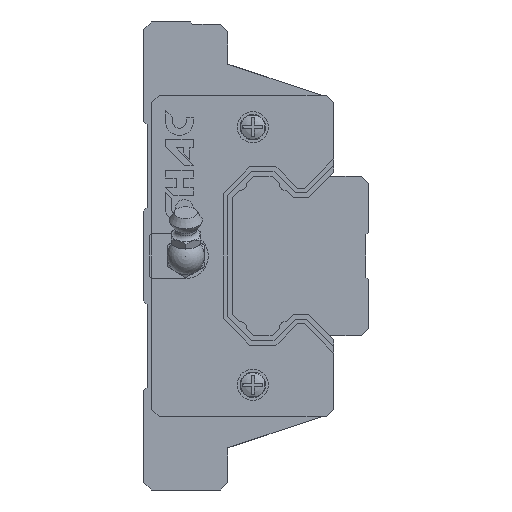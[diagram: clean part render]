
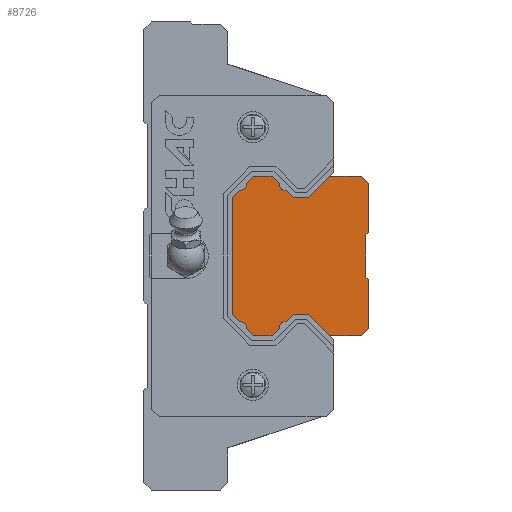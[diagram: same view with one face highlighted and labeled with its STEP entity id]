
A CAD part, left-side view. The second image highlights one B-rep face of the part: STEP entity #8726.
In plain terms, the highlighted planar face has unit normal (-1, 0, 0).
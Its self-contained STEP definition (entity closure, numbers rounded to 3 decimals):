
#229=CIRCLE('',#9309,1.487);
#230=CIRCLE('',#9310,1.487);
#231=CIRCLE('',#9311,1.487);
#232=CIRCLE('',#9312,1.487);
#445=ORIENTED_EDGE('',*,*,#2975,.T.);
#446=ORIENTED_EDGE('',*,*,#2944,.F.);
#447=ORIENTED_EDGE('',*,*,#2976,.F.);
#448=ORIENTED_EDGE('',*,*,#2977,.F.);
#449=ORIENTED_EDGE('',*,*,#2978,.F.);
#450=ORIENTED_EDGE('',*,*,#2979,.F.);
#451=ORIENTED_EDGE('',*,*,#2980,.F.);
#452=ORIENTED_EDGE('',*,*,#2981,.T.);
#453=ORIENTED_EDGE('',*,*,#2982,.F.);
#454=ORIENTED_EDGE('',*,*,#2983,.F.);
#455=ORIENTED_EDGE('',*,*,#2984,.F.);
#456=ORIENTED_EDGE('',*,*,#2985,.T.);
#457=ORIENTED_EDGE('',*,*,#2986,.F.);
#458=ORIENTED_EDGE('',*,*,#2987,.F.);
#459=ORIENTED_EDGE('',*,*,#2988,.F.);
#460=ORIENTED_EDGE('',*,*,#2989,.T.);
#461=ORIENTED_EDGE('',*,*,#2990,.F.);
#462=ORIENTED_EDGE('',*,*,#2991,.F.);
#463=ORIENTED_EDGE('',*,*,#2992,.F.);
#464=ORIENTED_EDGE('',*,*,#2993,.T.);
#465=ORIENTED_EDGE('',*,*,#2994,.F.);
#466=ORIENTED_EDGE('',*,*,#2995,.F.);
#467=ORIENTED_EDGE('',*,*,#2996,.F.);
#468=ORIENTED_EDGE('',*,*,#2997,.F.);
#469=ORIENTED_EDGE('',*,*,#2998,.F.);
#470=ORIENTED_EDGE('',*,*,#2946,.F.);
#471=ORIENTED_EDGE('',*,*,#2999,.T.);
#472=ORIENTED_EDGE('',*,*,#3000,.T.);
#2944=EDGE_CURVE('',#4210,#4208,#5068,.T.);
#2946=EDGE_CURVE('',#4212,#4213,#5070,.T.);
#2975=EDGE_CURVE('',#4239,#4208,#5095,.T.);
#2976=EDGE_CURVE('',#4240,#4210,#5096,.T.);
#2977=EDGE_CURVE('',#4241,#4240,#5097,.T.);
#2978=EDGE_CURVE('',#4242,#4241,#5098,.T.);
#2979=EDGE_CURVE('',#4243,#4242,#5099,.T.);
#2980=EDGE_CURVE('',#4244,#4243,#5100,.T.);
#2981=EDGE_CURVE('',#4244,#4245,#229,.T.);
#2982=EDGE_CURVE('',#4246,#4245,#5101,.T.);
#2983=EDGE_CURVE('',#4247,#4246,#5102,.T.);
#2984=EDGE_CURVE('',#4248,#4247,#5103,.T.);
#2985=EDGE_CURVE('',#4248,#4249,#230,.T.);
#2986=EDGE_CURVE('',#4250,#4249,#5104,.T.);
#2987=EDGE_CURVE('',#4251,#4250,#5105,.T.);
#2988=EDGE_CURVE('',#4252,#4251,#5106,.T.);
#2989=EDGE_CURVE('',#4252,#4253,#231,.T.);
#2990=EDGE_CURVE('',#4254,#4253,#5107,.T.);
#2991=EDGE_CURVE('',#4255,#4254,#5108,.T.);
#2992=EDGE_CURVE('',#4256,#4255,#5109,.T.);
#2993=EDGE_CURVE('',#4256,#4257,#232,.T.);
#2994=EDGE_CURVE('',#4258,#4257,#5110,.T.);
#2995=EDGE_CURVE('',#4259,#4258,#5111,.T.);
#2996=EDGE_CURVE('',#4260,#4259,#5112,.T.);
#2997=EDGE_CURVE('',#4261,#4260,#5113,.T.);
#2998=EDGE_CURVE('',#4213,#4261,#5114,.T.);
#2999=EDGE_CURVE('',#4212,#4262,#5115,.T.);
#3000=EDGE_CURVE('',#4262,#4239,#5116,.T.);
#4208=VERTEX_POINT('',#12462);
#4210=VERTEX_POINT('',#12466);
#4212=VERTEX_POINT('',#12471);
#4213=VERTEX_POINT('',#12473);
#4239=VERTEX_POINT('',#12530);
#4240=VERTEX_POINT('',#12532);
#4241=VERTEX_POINT('',#12534);
#4242=VERTEX_POINT('',#12536);
#4243=VERTEX_POINT('',#12538);
#4244=VERTEX_POINT('',#12540);
#4245=VERTEX_POINT('',#12542);
#4246=VERTEX_POINT('',#12544);
#4247=VERTEX_POINT('',#12546);
#4248=VERTEX_POINT('',#12548);
#4249=VERTEX_POINT('',#12550);
#4250=VERTEX_POINT('',#12552);
#4251=VERTEX_POINT('',#12554);
#4252=VERTEX_POINT('',#12556);
#4253=VERTEX_POINT('',#12558);
#4254=VERTEX_POINT('',#12560);
#4255=VERTEX_POINT('',#12562);
#4256=VERTEX_POINT('',#12564);
#4257=VERTEX_POINT('',#12566);
#4258=VERTEX_POINT('',#12568);
#4259=VERTEX_POINT('',#12570);
#4260=VERTEX_POINT('',#12572);
#4261=VERTEX_POINT('',#12574);
#4262=VERTEX_POINT('',#12577);
#5068=LINE('',#12467,#6108);
#5070=LINE('',#12472,#6110);
#5095=LINE('',#12529,#6135);
#5096=LINE('',#12531,#6136);
#5097=LINE('',#12533,#6137);
#5098=LINE('',#12535,#6138);
#5099=LINE('',#12537,#6139);
#5100=LINE('',#12539,#6140);
#5101=LINE('',#12543,#6141);
#5102=LINE('',#12545,#6142);
#5103=LINE('',#12547,#6143);
#5104=LINE('',#12551,#6144);
#5105=LINE('',#12553,#6145);
#5106=LINE('',#12555,#6146);
#5107=LINE('',#12559,#6147);
#5108=LINE('',#12561,#6148);
#5109=LINE('',#12563,#6149);
#5110=LINE('',#12567,#6150);
#5111=LINE('',#12569,#6151);
#5112=LINE('',#12571,#6152);
#5113=LINE('',#12573,#6153);
#5114=LINE('',#12575,#6154);
#5115=LINE('',#12576,#6155);
#5116=LINE('',#12578,#6156);
#6108=VECTOR('',#10013,1000.);
#6110=VECTOR('',#10017,1000.);
#6135=VECTOR('',#10054,1000.);
#6136=VECTOR('',#10055,1000.);
#6137=VECTOR('',#10056,1000.);
#6138=VECTOR('',#10057,1000.);
#6139=VECTOR('',#10058,1000.);
#6140=VECTOR('',#10059,1000.);
#6141=VECTOR('',#10062,1000.);
#6142=VECTOR('',#10063,1000.);
#6143=VECTOR('',#10064,1000.);
#6144=VECTOR('',#10067,1000.);
#6145=VECTOR('',#10068,1000.);
#6146=VECTOR('',#10069,1000.);
#6147=VECTOR('',#10072,1000.);
#6148=VECTOR('',#10073,1000.);
#6149=VECTOR('',#10074,1000.);
#6150=VECTOR('',#10077,1000.);
#6151=VECTOR('',#10078,1000.);
#6152=VECTOR('',#10079,1000.);
#6153=VECTOR('',#10080,1000.);
#6154=VECTOR('',#10081,1000.);
#6155=VECTOR('',#10082,1000.);
#6156=VECTOR('',#10083,1000.);
#7148=EDGE_LOOP('',(#445,#446,#447,#448,#449,#450,#451,#452,#453,#454,#455,
#456,#457,#458,#459,#460,#461,#462,#463,#464,#465,#466,#467,#468,#469,#470,
#471,#472));
#7740=FACE_BOUND('',#7148,.T.);
#8332=PLANE('',#9308);
#8726=ADVANCED_FACE('',(#7740),#8332,.F.);
#9308=AXIS2_PLACEMENT_3D('',#12528,#10052,#10053);
#9309=AXIS2_PLACEMENT_3D('',#12541,#10060,#10061);
#9310=AXIS2_PLACEMENT_3D('',#12549,#10065,#10066);
#9311=AXIS2_PLACEMENT_3D('',#12557,#10070,#10071);
#9312=AXIS2_PLACEMENT_3D('',#12565,#10075,#10076);
#10013=DIRECTION('',(0.,0.,-1.));
#10017=DIRECTION('',(0.,0.,-1.));
#10052=DIRECTION('',(1.,0.,0.));
#10053=DIRECTION('',(0.,0.,-1.));
#10054=DIRECTION('',(0.,-0.707,0.707));
#10055=DIRECTION('',(0.,-0.707,-0.707));
#10056=DIRECTION('',(0.,-1.,0.));
#10057=DIRECTION('',(0.,-0.707,0.707));
#10058=DIRECTION('',(0.,-1.,0.));
#10059=DIRECTION('',(0.,-0.707,-0.707));
#10060=DIRECTION('',(1.,0.,0.));
#10061=DIRECTION('',(0.,0.,-1.));
#10062=DIRECTION('',(0.,-0.707,-0.707));
#10063=DIRECTION('',(0.,-1.,0.));
#10064=DIRECTION('',(0.,-0.707,0.707));
#10065=DIRECTION('',(1.,0.,0.));
#10066=DIRECTION('',(0.,0.,-1.));
#10067=DIRECTION('',(0.,-0.707,0.707));
#10068=DIRECTION('',(0.,0.,1.));
#10069=DIRECTION('',(0.,0.707,0.707));
#10070=DIRECTION('',(1.,0.,0.));
#10071=DIRECTION('',(0.,0.,-1.));
#10072=DIRECTION('',(0.,0.707,0.707));
#10073=DIRECTION('',(0.,1.,0.));
#10074=DIRECTION('',(0.,0.707,-0.707));
#10075=DIRECTION('',(1.,0.,0.));
#10076=DIRECTION('',(0.,0.,-1.));
#10077=DIRECTION('',(0.,0.707,-0.707));
#10078=DIRECTION('',(0.,1.,0.));
#10079=DIRECTION('',(0.,0.707,0.707));
#10080=DIRECTION('',(0.,1.,0.));
#10081=DIRECTION('',(0.,0.707,-0.707));
#10082=DIRECTION('',(0.,0.707,0.707));
#10083=DIRECTION('',(0.,0.,1.));
#12462=CARTESIAN_POINT('',(-100.,0.,5.));
#12466=CARTESIAN_POINT('',(-100.,0.,15.5));
#12467=CARTESIAN_POINT('',(-100.,0.,15.5));
#12471=CARTESIAN_POINT('',(-100.,0.,-5.));
#12472=CARTESIAN_POINT('',(-100.,0.,15.5));
#12473=CARTESIAN_POINT('',(-100.,0.,-15.5));
#12528=CARTESIAN_POINT('',(-100.,17.577,15.463));
#12529=CARTESIAN_POINT('',(-100.,0.5,4.5));
#12530=CARTESIAN_POINT('',(-100.,0.5,4.5));
#12531=CARTESIAN_POINT('',(-100.,1.5,17.));
#12532=CARTESIAN_POINT('',(-100.,1.5,17.));
#12533=CARTESIAN_POINT('',(-100.,8.25,17.));
#12534=CARTESIAN_POINT('',(-100.,8.25,17.));
#12535=CARTESIAN_POINT('',(-100.,12.786,12.464));
#12536=CARTESIAN_POINT('',(-100.,12.786,12.464));
#12537=CARTESIAN_POINT('',(-100.,16.04,12.464));
#12538=CARTESIAN_POINT('',(-100.,16.04,12.464));
#12539=CARTESIAN_POINT('',(-100.,17.552,13.976));
#12540=CARTESIAN_POINT('',(-100.,17.552,13.976));
#12541=CARTESIAN_POINT('',(-100.,17.577,15.463));
#12542=CARTESIAN_POINT('',(-100.,19.064,15.488));
#12543=CARTESIAN_POINT('',(-100.,20.576,17.));
#12544=CARTESIAN_POINT('',(-100.,20.576,17.));
#12545=CARTESIAN_POINT('',(-100.,24.464,17.));
#12546=CARTESIAN_POINT('',(-100.,24.464,17.));
#12547=CARTESIAN_POINT('',(-100.,25.976,15.488));
#12548=CARTESIAN_POINT('',(-100.,25.976,15.488));
#12549=CARTESIAN_POINT('',(-100.,27.463,15.463));
#12550=CARTESIAN_POINT('',(-100.,27.488,13.976));
#12551=CARTESIAN_POINT('',(-100.,29.,12.464));
#12552=CARTESIAN_POINT('',(-100.,29.,12.464));
#12553=CARTESIAN_POINT('',(-100.,29.,-12.464));
#12554=CARTESIAN_POINT('',(-100.,29.,-12.464));
#12555=CARTESIAN_POINT('',(-100.,27.488,-13.976));
#12556=CARTESIAN_POINT('',(-100.,27.488,-13.976));
#12557=CARTESIAN_POINT('',(-100.,27.463,-15.463));
#12558=CARTESIAN_POINT('',(-100.,25.976,-15.488));
#12559=CARTESIAN_POINT('',(-100.,24.464,-17.));
#12560=CARTESIAN_POINT('',(-100.,24.464,-17.));
#12561=CARTESIAN_POINT('',(-100.,20.576,-17.));
#12562=CARTESIAN_POINT('',(-100.,20.576,-17.));
#12563=CARTESIAN_POINT('',(-100.,19.064,-15.488));
#12564=CARTESIAN_POINT('',(-100.,19.064,-15.488));
#12565=CARTESIAN_POINT('',(-100.,17.577,-15.463));
#12566=CARTESIAN_POINT('',(-100.,17.552,-13.976));
#12567=CARTESIAN_POINT('',(-100.,16.04,-12.464));
#12568=CARTESIAN_POINT('',(-100.,16.04,-12.464));
#12569=CARTESIAN_POINT('',(-100.,12.786,-12.464));
#12570=CARTESIAN_POINT('',(-100.,12.786,-12.464));
#12571=CARTESIAN_POINT('',(-100.,8.25,-17.));
#12572=CARTESIAN_POINT('',(-100.,8.25,-17.));
#12573=CARTESIAN_POINT('',(-100.,1.5,-17.));
#12574=CARTESIAN_POINT('',(-100.,1.5,-17.));
#12575=CARTESIAN_POINT('',(-100.,0.,-15.5));
#12576=CARTESIAN_POINT('',(-100.,0.,-5.));
#12577=CARTESIAN_POINT('',(-100.,0.5,-4.5));
#12578=CARTESIAN_POINT('',(-100.,0.5,-4.5));
